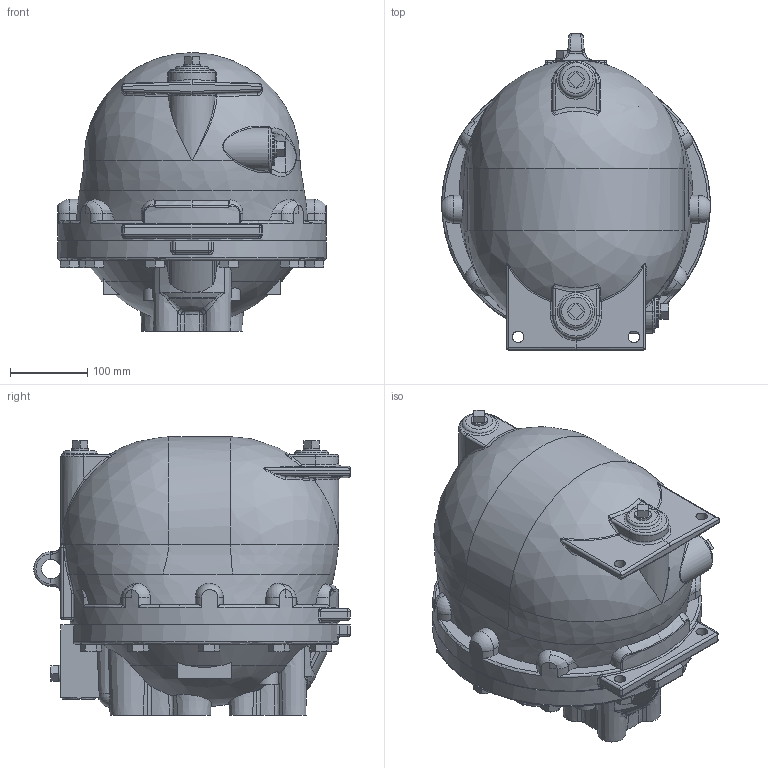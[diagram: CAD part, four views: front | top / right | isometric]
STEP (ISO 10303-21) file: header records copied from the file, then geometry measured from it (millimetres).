
FILE_DESCRIPTION(/* description */ (''),/* implementation_level */ '2;1');
FILE_NAME(/* name */ 'gp14l-040-e0025-00.stp',/* time_stamp */ '2019-05-31T10:42:02+09:00',/* author */ ('nakaot'),/* organization */ (''),/* preprocessor_version */ 'ST-DEVELOPER v15.6',/* originating_system */ 'Autodesk Inventor 2015',/* authorisation */ '');
FILE_SCHEMA (('AUTOMOTIVE_DESIGN { 1 0 10303 214 3 1 1 }'));
Length unit declared in the file: millimetre
Products named in the file (1): gp14l-040-e0025-00
Bounding box: 348 x 409.98 x 361 mm (x, y, z)
Volume: 65839.4 mm3; surface area: 724167 mm2
Topology: 8 solids, 10 shells, 691 faces, 1723 edges, 1043 vertices
Faces by surface type: plane 214, bspline 157, cylinder 143, cone 94, torus 52, sphere 31
Full cylindrical faces by diameter (mm): 10.106 x4, 13.835 x4, 15 x4, 16 x15, 18 x5, 18.631 x2, 21.258 x1, 21.268 x3, 25 x1, 30.291 x1, 42 x2, 44 x1, 280 x1, 300 x1, 348 x1
Entity records: 26395 total; most frequent: CARTESIAN_POINT 10831, ORIENTED_EDGE 3212, DIRECTION 2886, EDGE_CURVE 1606, AXIS2_PLACEMENT_3D 1227, VERTEX_POINT 1016, EDGE_LOOP 812, FACE_OUTER_BOUND 691
